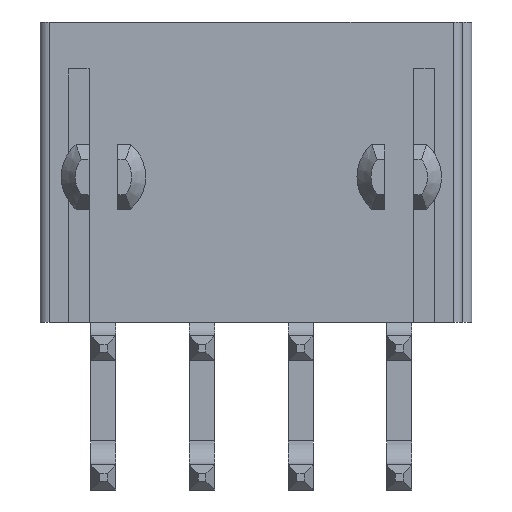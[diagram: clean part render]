
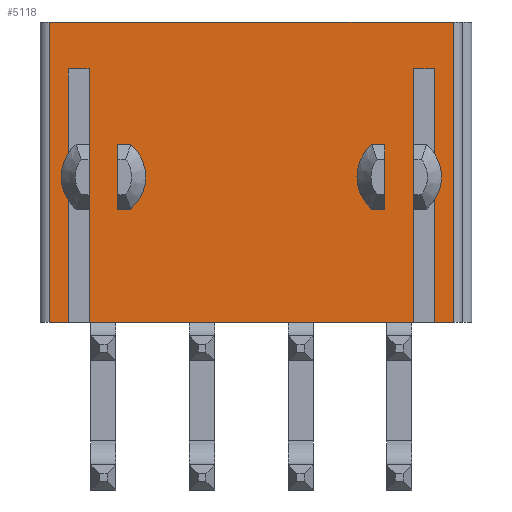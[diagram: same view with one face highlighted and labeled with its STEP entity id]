
A CAD part, front view. The second image highlights one B-rep face of the part: STEP entity #5118.
In plain terms, the highlighted planar face has unit normal (0, -1, 0).
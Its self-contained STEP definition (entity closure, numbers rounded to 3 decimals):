
#98=FACE_BOUND('',#623,.T.);
#99=FACE_BOUND('',#624,.T.);
#134=CIRCLE('',#5456,1.5);
#137=CIRCLE('',#5482,1.5);
#309=FACE_OUTER_BOUND('',#622,.T.);
#622=EDGE_LOOP('',(#3933,#3934,#3935,#3936,#3937,#3938,#3939,#3940,#3941,
#3942,#3943,#3944));
#623=EDGE_LOOP('',(#3945,#3946));
#624=EDGE_LOOP('',(#3947,#3948));
#828=LINE('',#7148,#1479);
#833=LINE('',#7168,#1484);
#837=LINE('',#7176,#1488);
#1037=LINE('',#7589,#1688);
#1089=LINE('',#7745,#1740);
#1095=LINE('',#7756,#1746);
#1097=LINE('',#7760,#1748);
#1099=LINE('',#7763,#1750);
#1100=LINE('',#7766,#1751);
#1102=LINE('',#7770,#1753);
#1104=LINE('',#7773,#1755);
#1118=LINE('',#7820,#1769);
#1120=LINE('',#7827,#1771);
#1121=LINE('',#7828,#1772);
#1479=VECTOR('',#5746,0.8);
#1484=VECTOR('',#5761,0.8);
#1488=VECTOR('',#5765,13.82);
#1688=VECTOR('',#6121,12.8);
#1740=VECTOR('',#6265,2.741);
#1746=VECTOR('',#6279,10.8);
#1748=VECTOR('',#6283,0.89);
#1750=VECTOR('',#6287,10.8);
#1751=VECTOR('',#6290,10.8);
#1753=VECTOR('',#6294,0.89);
#1755=VECTOR('',#6298,10.8);
#1769=VECTOR('',#6346,2.741);
#1771=VECTOR('',#6356,17.2);
#1772=VECTOR('',#6357,12.8);
#2118=VERTEX_POINT('',#7146);
#2119=VERTEX_POINT('',#7147);
#2128=VERTEX_POINT('',#7165);
#2129=VERTEX_POINT('',#7167);
#2132=VERTEX_POINT('',#7173);
#2133=VERTEX_POINT('',#7175);
#2268=VERTEX_POINT('',#7588);
#2319=VERTEX_POINT('',#7742);
#2320=VERTEX_POINT('',#7744);
#2321=VERTEX_POINT('',#7755);
#2322=VERTEX_POINT('',#7759);
#2323=VERTEX_POINT('',#7765);
#2324=VERTEX_POINT('',#7769);
#2333=VERTEX_POINT('',#7817);
#2334=VERTEX_POINT('',#7819);
#2335=VERTEX_POINT('',#7826);
#2584=EDGE_CURVE('',#2118,#2119,#828,.T.);
#2594=EDGE_CURVE('',#2128,#2129,#833,.T.);
#2598=EDGE_CURVE('',#2132,#2133,#837,.T.);
#2800=EDGE_CURVE('',#2128,#2268,#1037,.T.);
#2875=EDGE_CURVE('',#2320,#2319,#1089,.T.);
#2879=EDGE_CURVE('',#2319,#2320,#134,.T.);
#2882=EDGE_CURVE('',#2321,#2133,#1095,.T.);
#2884=EDGE_CURVE('',#2321,#2322,#1097,.T.);
#2886=EDGE_CURVE('',#2118,#2322,#1099,.T.);
#2887=EDGE_CURVE('',#2129,#2323,#1100,.T.);
#2889=EDGE_CURVE('',#2323,#2324,#1102,.T.);
#2891=EDGE_CURVE('',#2132,#2324,#1104,.T.);
#2911=EDGE_CURVE('',#2334,#2333,#1118,.T.);
#2913=EDGE_CURVE('',#2333,#2334,#137,.T.);
#2914=EDGE_CURVE('',#2268,#2335,#1120,.T.);
#2915=EDGE_CURVE('',#2119,#2335,#1121,.T.);
#3933=ORIENTED_EDGE('',*,*,#2889,.F.);
#3934=ORIENTED_EDGE('',*,*,#2887,.F.);
#3935=ORIENTED_EDGE('',*,*,#2594,.F.);
#3936=ORIENTED_EDGE('',*,*,#2800,.T.);
#3937=ORIENTED_EDGE('',*,*,#2914,.T.);
#3938=ORIENTED_EDGE('',*,*,#2915,.F.);
#3939=ORIENTED_EDGE('',*,*,#2584,.F.);
#3940=ORIENTED_EDGE('',*,*,#2886,.T.);
#3941=ORIENTED_EDGE('',*,*,#2884,.F.);
#3942=ORIENTED_EDGE('',*,*,#2882,.T.);
#3943=ORIENTED_EDGE('',*,*,#2598,.F.);
#3944=ORIENTED_EDGE('',*,*,#2891,.T.);
#3945=ORIENTED_EDGE('',*,*,#2879,.T.);
#3946=ORIENTED_EDGE('',*,*,#2875,.T.);
#3947=ORIENTED_EDGE('',*,*,#2913,.T.);
#3948=ORIENTED_EDGE('',*,*,#2911,.T.);
#4839=PLANE('',#5483);
#5118=ADVANCED_FACE('',(#309,#98,#99),#4839,.T.);
#5456=AXIS2_PLACEMENT_3D('',#7751,#6273,#6274);
#5482=AXIS2_PLACEMENT_3D('',#7824,#6352,#6353);
#5483=AXIS2_PLACEMENT_3D('',#7825,#6354,#6355);
#5746=DIRECTION('',(-1.,0.,0.));
#5761=DIRECTION('',(-1.,0.,0.));
#5765=DIRECTION('',(-1.,0.,0.));
#6121=DIRECTION('',(0.,0.,1.));
#6265=DIRECTION('',(0.,0.,1.));
#6273=DIRECTION('center_axis',(0.,1.,0.));
#6274=DIRECTION('ref_axis',(0.407,0.,0.914));
#6279=DIRECTION('',(0.,0.,-1.));
#6283=DIRECTION('',(-1.,0.,0.));
#6287=DIRECTION('',(0.,0.,1.));
#6290=DIRECTION('',(0.,0.,1.));
#6294=DIRECTION('',(-1.,0.,0.));
#6298=DIRECTION('',(0.,0.,1.));
#6346=DIRECTION('',(0.,0.,-1.));
#6352=DIRECTION('center_axis',(0.,1.,0.));
#6353=DIRECTION('ref_axis',(-0.407,0.,-0.914));
#6354=DIRECTION('center_axis',(0.,-1.,0.));
#6355=DIRECTION('ref_axis',(-1.,0.,0.));
#6356=DIRECTION('',(-1.,0.,0.));
#6357=DIRECTION('',(0.,0.,1.));
#7146=CARTESIAN_POINT('',(-7.8,0.4,-12.8));
#7147=CARTESIAN_POINT('',(-8.6,0.4,-12.8));
#7148=CARTESIAN_POINT('',(-7.8,0.4,-12.8));
#7165=CARTESIAN_POINT('',(8.6,0.4,-12.8));
#7167=CARTESIAN_POINT('',(7.8,0.4,-12.8));
#7168=CARTESIAN_POINT('',(8.6,0.4,-12.8));
#7173=CARTESIAN_POINT('',(6.91,0.4,-12.8));
#7175=CARTESIAN_POINT('',(-6.91,0.4,-12.8));
#7176=CARTESIAN_POINT('',(6.91,0.4,-12.8));
#7588=CARTESIAN_POINT('',(8.6,0.4,0.));
#7589=CARTESIAN_POINT('',(8.6,0.4,-12.8));
#7742=CARTESIAN_POINT('',(-5.69,0.4,-5.23));
#7744=CARTESIAN_POINT('',(-5.69,0.4,-7.97));
#7745=CARTESIAN_POINT('',(-5.69,0.4,-7.97));
#7751=CARTESIAN_POINT('Origin',(-6.3,0.4,-6.6));
#7755=CARTESIAN_POINT('',(-6.91,0.4,-2.));
#7756=CARTESIAN_POINT('',(-6.91,0.4,-2.));
#7759=CARTESIAN_POINT('',(-7.8,0.4,-2.));
#7760=CARTESIAN_POINT('',(-6.91,0.4,-2.));
#7763=CARTESIAN_POINT('',(-7.8,0.4,-12.8));
#7765=CARTESIAN_POINT('',(7.8,0.4,-2.));
#7766=CARTESIAN_POINT('',(7.8,0.4,-12.8));
#7769=CARTESIAN_POINT('',(6.91,0.4,-2.));
#7770=CARTESIAN_POINT('',(7.8,0.4,-2.));
#7773=CARTESIAN_POINT('',(6.91,0.4,-12.8));
#7817=CARTESIAN_POINT('',(5.69,0.4,-7.97));
#7819=CARTESIAN_POINT('',(5.69,0.4,-5.23));
#7820=CARTESIAN_POINT('',(5.69,0.4,-5.23));
#7824=CARTESIAN_POINT('Origin',(6.3,0.4,-6.6));
#7825=CARTESIAN_POINT('Origin',(9.,0.4,0.));
#7826=CARTESIAN_POINT('',(-8.6,0.4,0.));
#7827=CARTESIAN_POINT('',(8.6,0.4,0.));
#7828=CARTESIAN_POINT('',(-8.6,0.4,-12.8));
